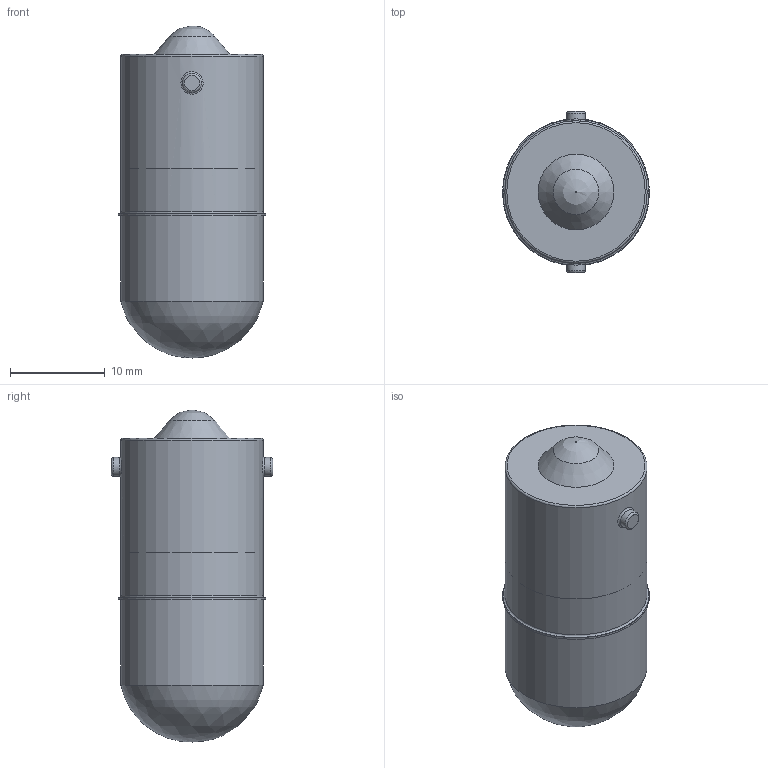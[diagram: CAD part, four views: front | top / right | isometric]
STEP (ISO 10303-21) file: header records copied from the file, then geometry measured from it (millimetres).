
FILE_DESCRIPTION(('FreeCAD Model'),'2;1');
FILE_NAME('Open CASCADE Shape Model','2025-05-04T13:33:58',('FreeCAD'),( 'FreeCAD'),'Open CASCADE STEP processor 7.6','FreeCAD','Unknown');
FILE_SCHEMA(('AUTOMOTIVE_DESIGN { 1 0 10303 214 1 1 1 1 }'));
Length unit declared in the file: millimetre
Products named in the file (1): Open CASCADE STEP translator 7.6 1
Bounding box: 15.5 x 17 x 35 mm (x, y, z)
Volume: 2613.6 mm3; surface area: 3758.1 mm2
Topology: 7 solids, 7 shells, 51 faces, 103 edges, 69 vertices
Faces by surface type: cylinder 19, plane 18, bspline 8, torus 5, cone 1
Full cylindrical faces by diameter (mm): 0.5 x10, 2 x2, 7 x2, 14.6 x1, 14.9 x1, 15 x2, 15.5 x1
Entity records: 1862 total; most frequent: CARTESIAN_POINT 777, DIRECTION 240, ORIENTED_EDGE 200, AXIS2_PLACEMENT_3D 110, EDGE_CURVE 100, VERTEX_POINT 69, FACE_BOUND 63, EDGE_LOOP 63
